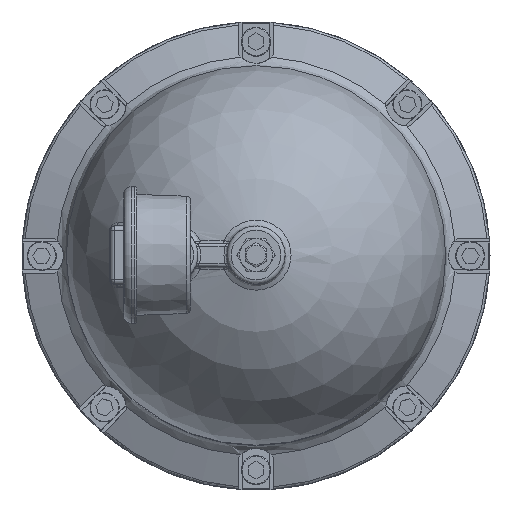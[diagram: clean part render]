
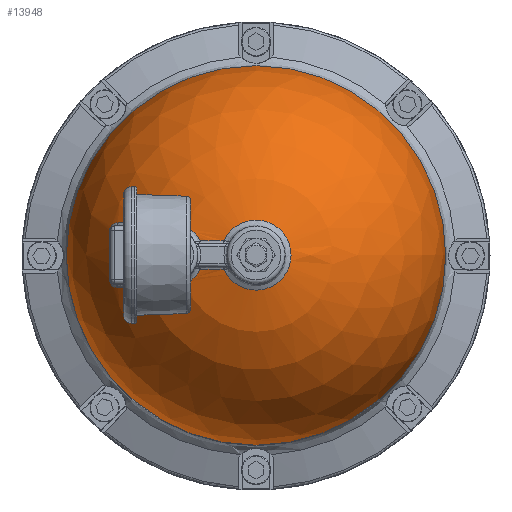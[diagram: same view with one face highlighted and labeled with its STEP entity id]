
A CAD part, top view. The second image highlights one B-rep face of the part: STEP entity #13948.
In plain terms, the highlighted spherical face has radius 82.804 mm.
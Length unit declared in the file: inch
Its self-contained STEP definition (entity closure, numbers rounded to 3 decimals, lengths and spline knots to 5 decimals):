
#3200=CARTESIAN_POINT('',(16.21693,-11.2058,7.62049));
#3201=VERTEX_POINT('',#3200);
#3202=CARTESIAN_POINT('',(12.95693,-11.2058,7.62049));
#3203=DIRECTION('',(0.0,0.0,-1.0));
#3204=DIRECTION('',(-1.0,0.0,0.0));
#3205=AXIS2_PLACEMENT_3D('',#3202,#3203,#3204);
#3206=CIRCLE('',#3205,3.26);
#3207=EDGE_CURVE('',#3201,#3201,#3206,.T.);
#11056=CARTESIAN_POINT('',(11.99591,-11.45202,10.72587));
#11057=VERTEX_POINT('',#11056);
#11124=CARTESIAN_POINT('',(12.40767,-11.45202,10.82443));
#11125=VERTEX_POINT('',#11124);
#11141=CARTESIAN_POINT('',(12.95693,-11.45202,7.62049));
#11142=DIRECTION('',(0.0,-1.,0.0));
#11143=DIRECTION('',(-0.232,0.0,0.973));
#11144=AXIS2_PLACEMENT_3D('',#11141,#11142,#11143);
#11145=CIRCLE('',#11144,3.25069);
#11146=EDGE_CURVE('',#11125,#11057,#11145,.T.);
#11275=CARTESIAN_POINT('',(11.49066,-11.76787,10.47736));
#11276=VERTEX_POINT('',#11275);
#11293=CARTESIAN_POINT('',(10.58646,-11.76787,9.78672));
#11294=VERTEX_POINT('',#11293);
#11302=CARTESIAN_POINT('',(12.95693,-11.76787,7.62049));
#11303=DIRECTION('',(0.0,-1.,0.0));
#11304=DIRECTION('',(-0.62,0.0,0.785));
#11305=AXIS2_PLACEMENT_3D('',#11302,#11303,#11304);
#11306=CIRCLE('',#11305,3.21118);
#11307=EDGE_CURVE('',#11276,#11294,#11306,.T.);
#11381=CARTESIAN_POINT('',(11.9959,-11.45201,10.72587));
#11382=CARTESIAN_POINT('',(11.99219,-11.45967,10.72411));
#11383=CARTESIAN_POINT('',(11.98831,-11.46722,10.72228));
#11384=CARTESIAN_POINT('',(11.98425,-11.47467,10.72036));
#11385=CARTESIAN_POINT('',(11.93386,-11.56718,10.69652));
#11386=CARTESIAN_POINT('',(11.85896,-11.64185,10.66081));
#11387=CARTESIAN_POINT('',(11.77311,-11.69175,10.61882));
#11388=CARTESIAN_POINT('',(11.71946,-11.72293,10.59259));
#11389=CARTESIAN_POINT('',(11.66197,-11.74454,10.56412));
#11390=CARTESIAN_POINT('',(11.60259,-11.75661,10.53424));
#11391=CARTESIAN_POINT('',(11.56549,-11.76415,10.51557));
#11392=CARTESIAN_POINT('',(11.52785,-11.76787,10.49645));
#11393=CARTESIAN_POINT('',(11.49066,-11.76787,10.47736));
#11394=B_SPLINE_CURVE_WITH_KNOTS('',3,(#11381,#11382,#11383,#11384,#11385,#11386,#11387,#11388,#11389,#11390,#11391,#11392,#11393),.UNSPECIFIED.,.F.,.U.,(4,3,3,3,4),(-0.68849,-0.66206,-0.3336,-0.12831,0.),.UNSPECIFIED.);
#11395=EDGE_CURVE('',#11057,#11276,#11394,.T.);
#11451=CARTESIAN_POINT('',(10.43983,-11.62124,9.65008));
#11452=VERTEX_POINT('',#11451);
#11462=CARTESIAN_POINT('',(10.58646,-11.76787,9.78672));
#11463=CARTESIAN_POINT('',(10.57863,-11.76787,9.77815));
#11464=CARTESIAN_POINT('',(10.5707,-11.76724,9.76954));
#11465=CARTESIAN_POINT('',(10.56277,-11.76594,9.76101));
#11466=CARTESIAN_POINT('',(10.55008,-11.76386,9.74736));
#11467=CARTESIAN_POINT('',(10.53739,-11.76008,9.73391));
#11468=CARTESIAN_POINT('',(10.52506,-11.75439,9.72112));
#11469=CARTESIAN_POINT('',(10.50533,-11.74529,9.70065));
#11470=CARTESIAN_POINT('',(10.48594,-11.73115,9.68125));
#11471=CARTESIAN_POINT('',(10.47003,-11.71037,9.66703));
#11472=CARTESIAN_POINT('',(10.45238,-11.68731,9.65127));
#11473=CARTESIAN_POINT('',(10.43983,-11.65355,9.64347));
#11474=CARTESIAN_POINT('',(10.43983,-11.62124,9.65008));
#11475=B_SPLINE_CURVE_WITH_KNOTS('',3,(#11462,#11463,#11464,#11465,#11466,#11467,#11468,#11469,#11470,#11471,#11472,#11473,#11474),.UNSPECIFIED.,.F.,.U.,(4,3,3,3,4),(-0.28513,-0.24949,-0.19246,-0.10122,0.0),.UNSPECIFIED.);
#11476=EDGE_CURVE('',#11294,#11452,#11475,.T.);
#13438=CARTESIAN_POINT('',(11.99591,-10.95958,10.72587));
#13439=VERTEX_POINT('',#13438);
#13488=CARTESIAN_POINT('',(12.40767,-10.95958,10.82443));
#13489=VERTEX_POINT('',#13488);
#13497=CARTESIAN_POINT('',(12.95693,-10.95958,7.62049));
#13498=DIRECTION('',(0.0,-1.,0.0));
#13499=DIRECTION('',(-0.232,0.0,0.973));
#13500=AXIS2_PLACEMENT_3D('',#13497,#13498,#13499);
#13501=CIRCLE('',#13500,3.25069);
#13502=EDGE_CURVE('',#13489,#13439,#13501,.T.);
#13639=CARTESIAN_POINT('',(11.49066,-10.64373,10.47736));
#13640=VERTEX_POINT('',#13639);
#13648=CARTESIAN_POINT('',(10.58646,-10.64373,9.78672));
#13649=VERTEX_POINT('',#13648);
#13650=CARTESIAN_POINT('',(12.95693,-10.64373,7.62049));
#13651=DIRECTION('',(0.0,-1.,0.0));
#13652=DIRECTION('',(-0.62,0.0,0.785));
#13653=AXIS2_PLACEMENT_3D('',#13650,#13651,#13652);
#13654=CIRCLE('',#13653,3.21118);
#13655=EDGE_CURVE('',#13640,#13649,#13654,.T.);
#13728=CARTESIAN_POINT('',(11.9959,-10.95959,10.72587));
#13729=CARTESIAN_POINT('',(11.99219,-10.95193,10.72411));
#13730=CARTESIAN_POINT('',(11.98831,-10.94438,10.72228));
#13731=CARTESIAN_POINT('',(11.98425,-10.93693,10.72036));
#13732=CARTESIAN_POINT('',(11.93386,-10.84442,10.69652));
#13733=CARTESIAN_POINT('',(11.85896,-10.76975,10.66081));
#13734=CARTESIAN_POINT('',(11.77311,-10.71985,10.61882));
#13735=CARTESIAN_POINT('',(11.71946,-10.68867,10.59259));
#13736=CARTESIAN_POINT('',(11.66197,-10.66705,10.56412));
#13737=CARTESIAN_POINT('',(11.60259,-10.65499,10.53424));
#13738=CARTESIAN_POINT('',(11.56549,-10.64745,10.51557));
#13739=CARTESIAN_POINT('',(11.52785,-10.64373,10.49645));
#13740=CARTESIAN_POINT('',(11.49066,-10.64373,10.47736));
#13741=B_SPLINE_CURVE_WITH_KNOTS('',3,(#13728,#13729,#13730,#13731,#13732,#13733,#13734,#13735,#13736,#13737,#13738,#13739,#13740),.UNSPECIFIED.,.F.,.U.,(4,3,3,3,4),(-0.68849,-0.66206,-0.3336,-0.12831,0.),.UNSPECIFIED.);
#13742=EDGE_CURVE('',#13439,#13640,#13741,.T.);
#13815=CARTESIAN_POINT('',(10.43983,-10.79036,9.65008));
#13816=VERTEX_POINT('',#13815);
#13843=CARTESIAN_POINT('',(10.58646,-10.64373,9.78672));
#13844=CARTESIAN_POINT('',(10.57863,-10.64373,9.77815));
#13845=CARTESIAN_POINT('',(10.5707,-10.64436,9.76954));
#13846=CARTESIAN_POINT('',(10.56277,-10.64566,9.76101));
#13847=CARTESIAN_POINT('',(10.55008,-10.64774,9.74736));
#13848=CARTESIAN_POINT('',(10.53739,-10.65152,9.73391));
#13849=CARTESIAN_POINT('',(10.52506,-10.65721,9.72112));
#13850=CARTESIAN_POINT('',(10.50533,-10.66631,9.70065));
#13851=CARTESIAN_POINT('',(10.48594,-10.68045,9.68125));
#13852=CARTESIAN_POINT('',(10.47003,-10.70123,9.66703));
#13853=CARTESIAN_POINT('',(10.45238,-10.72429,9.65127));
#13854=CARTESIAN_POINT('',(10.43983,-10.75805,9.64347));
#13855=CARTESIAN_POINT('',(10.43983,-10.79036,9.65008));
#13856=B_SPLINE_CURVE_WITH_KNOTS('',3,(#13843,#13844,#13845,#13846,#13847,#13848,#13849,#13850,#13851,#13852,#13853,#13854,#13855),.UNSPECIFIED.,.F.,.U.,(4,3,3,3,4),(-0.28513,-0.24949,-0.19246,-0.10122,0.0),.UNSPECIFIED.);
#13857=EDGE_CURVE('',#13649,#13816,#13856,.T.);
#13887=CARTESIAN_POINT('',(10.43983,-11.2058,7.62049));
#13888=DIRECTION('',(1.0,0.0,0.0));
#13889=DIRECTION('',(0.0,0.102,0.995));
#13890=AXIS2_PLACEMENT_3D('',#13887,#13888,#13889);
#13891=CIRCLE('',#13890,2.07168);
#13892=EDGE_CURVE('',#13816,#11452,#13891,.T.);
#13922=CARTESIAN_POINT('',(12.95693,-11.2058,7.62049));
#13923=DIRECTION('',(0.0,0.0,1.0));
#13924=DIRECTION('',(1.0,0.0,0.0));
#13925=AXIS2_PLACEMENT_3D('',#13922,#13923,#13924);
#13926=SPHERICAL_SURFACE('',#13925,3.26);
#13927=ORIENTED_EDGE('',*,*,#3207,.F.);
#13928=EDGE_LOOP('',(#13927));
#13929=FACE_OUTER_BOUND('',#13928,.T.);
#13930=CARTESIAN_POINT('',(12.95693,-11.2058,10.82443));
#13931=DIRECTION('',(0.0,0.0,-1.));
#13932=DIRECTION('',(0.204,-0.979,0.0));
#13933=AXIS2_PLACEMENT_3D('',#13930,#13931,#13932);
#13934=CIRCLE('',#13933,0.60192);
#13935=EDGE_CURVE('',#13489,#11125,#13934,.T.);
#13936=ORIENTED_EDGE('',*,*,#13935,.T.);
#13937=ORIENTED_EDGE('',*,*,#11146,.T.);
#13938=ORIENTED_EDGE('',*,*,#11395,.T.);
#13939=ORIENTED_EDGE('',*,*,#11307,.T.);
#13940=ORIENTED_EDGE('',*,*,#11476,.T.);
#13941=ORIENTED_EDGE('',*,*,#13892,.F.);
#13942=ORIENTED_EDGE('',*,*,#13857,.F.);
#13943=ORIENTED_EDGE('',*,*,#13655,.F.);
#13944=ORIENTED_EDGE('',*,*,#13742,.F.);
#13945=ORIENTED_EDGE('',*,*,#13502,.F.);
#13946=EDGE_LOOP('',(#13936,#13937,#13938,#13939,#13940,#13941,#13942,#13943,#13944,#13945));
#13947=FACE_BOUND('',#13946,.T.);
#13948=ADVANCED_FACE('',(#13929,#13947),#13926,.T.);
